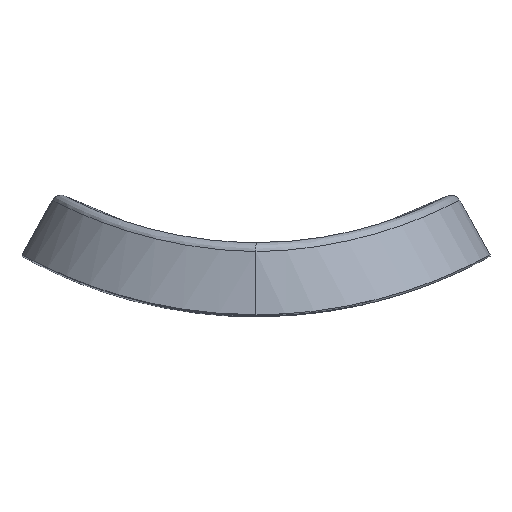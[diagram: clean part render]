
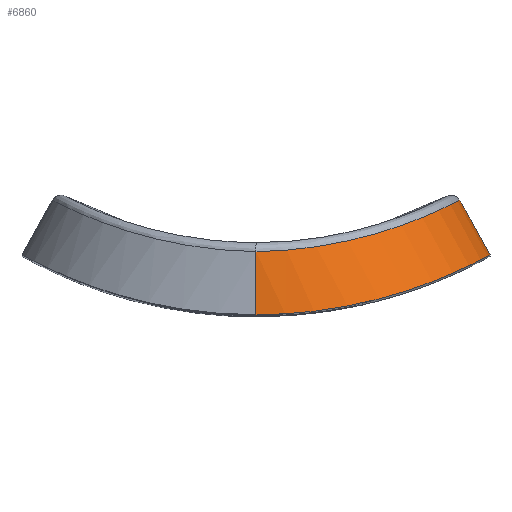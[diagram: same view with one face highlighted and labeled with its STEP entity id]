
A CAD part, top view. The second image highlights one B-rep face of the part: STEP entity #6860.
In plain terms, the highlighted cylindrical face has radius 12 mm (diameter 24 mm), a partial arc.
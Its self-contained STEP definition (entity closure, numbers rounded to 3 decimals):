
#61 = CARTESIAN_POINT ( 'NONE',  ( 8.914, 1.648, 28.374 ) ) ;
#121 = VERTEX_POINT ( 'NONE', #5145 ) ;
#273 = CARTESIAN_POINT ( 'NONE',  ( 4.535, 3.749, 30.522 ) ) ;
#320 = CARTESIAN_POINT ( 'NONE',  ( 8.664, 5.05, 26.606 ) ) ;
#928 = EDGE_CURVE ( 'NONE', #3865, #3276, #2894, .T. ) ;
#1130 = CARTESIAN_POINT ( 'NONE',  ( 11.415, 2.77, 23.954 ) ) ;
#1175 = CARTESIAN_POINT ( 'NONE',  ( 8.097, 1.346, 29.202 ) ) ;
#1254 = CARTESIAN_POINT ( 'NONE',  ( 3.563, 3.554, 31.006 ) ) ;
#1350 = CARTESIAN_POINT ( 'NONE',  ( 10.394, 5.859, 21.476 ) ) ;
#1372 = EDGE_CURVE ( 'NONE', #3276, #121, #8198, .T. ) ;
#1608 = CARTESIAN_POINT ( 'NONE',  ( 12., 3.082, 20.813 ) ) ;
#2148 = CARTESIAN_POINT ( 'NONE',  ( 12., 3.082, 20. ) ) ;
#2177 = CARTESIAN_POINT ( 'NONE',  ( 6.164, 0.765, 30.552 ) ) ;
#2212 = CARTESIAN_POINT ( 'NONE',  ( 2.803, 0.155, 31.736 ) ) ;
#2371 = CARTESIAN_POINT ( 'NONE',  ( 0.813, 0., 32. ) ) ;
#2399 = CARTESIAN_POINT ( 'NONE',  ( 9.96, 5.64, 23.624 ) ) ;
#2448 = CARTESIAN_POINT ( 'NONE',  ( 10.455, 5.891, 20.744 ) ) ;
#2501 = CARTESIAN_POINT ( 'NONE',  ( 0.369, 3.237, 31.856 ) ) ;
#2792 = CARTESIAN_POINT ( 'NONE',  ( 11.928, 3.043, 21.613 ) ) ;
#2894 = B_SPLINE_CURVE_WITH_KNOTS ( 'NONE', 3,
 ( #7309, #1608, #2792, #12607, #6624, #1130, #9070, #3375, #11198, #8969, #6873, #4463, #61, #1175, #3271, #2177, #10078, #3221, #12440, #11457, #2212, #6812, #2371, #11546 ),
 .UNSPECIFIED., .F., .F.,
 ( 4, 2, 2, 2, 2, 2, 2, 2, 2, 2, 2, 4 ),
 ( 0., 0.002, 0.004, 0.005, 0.007, 0.008, 0.01, 0.012, 0.014, 0.016, 0.017, 0.019 ),
 .UNSPECIFIED. ) ;
#3153 = EDGE_LOOP ( 'NONE', ( #8856, #4058, #3913, #6808 ) ) ;
#3221 = CARTESIAN_POINT ( 'NONE',  ( 4.353, 0.381, 31.321 ) ) ;
#3271 = CARTESIAN_POINT ( 'NONE',  ( 7.494, 1.144, 29.694 ) ) ;
#3276 = VERTEX_POINT ( 'NONE', #13876 ) ;
#3375 = CARTESIAN_POINT ( 'NONE',  ( 10.865, 2.493, 25.449 ) ) ;
#3548 = CARTESIAN_POINT ( 'NONE',  ( 0.736, 3.251, 31.799 ) ) ;
#3593 = CARTESIAN_POINT ( 'NONE',  ( 7.131, 4.464, 28.601 ) ) ;
#3865 = VERTEX_POINT ( 'NONE', #2148 ) ;
#3913 = ORIENTED_EDGE ( 'NONE', *, *, #1372, .F. ) ;
#4058 = ORIENTED_EDGE ( 'NONE', *, *, #13618, .T. ) ;
#4463 = CARTESIAN_POINT ( 'NONE',  ( 9.172, 1.749, 28.082 ) ) ;
#4673 = CARTESIAN_POINT ( 'NONE',  ( 0., 3.231, 31.899 ) ) ;
#4720 = CARTESIAN_POINT ( 'NONE',  ( 10.215, 5.768, 22.557 ) ) ;
#4820 = CARTESIAN_POINT ( 'NONE',  ( 8.056, 4.805, 27.5 ) ) ;
#5145 = CARTESIAN_POINT ( 'NONE',  ( 0., 3.231, 31.899 ) ) ;
#5777 = AXIS2_PLACEMENT_3D ( 'NONE', #9868, #10950, #12245 ) ;
#6241 = CARTESIAN_POINT ( 'NONE',  ( 12., 3.082, 20. ) ) ;
#6471 = CARTESIAN_POINT ( 'NONE',  ( 0., 2.16, 31.966 ) ) ;
#6493 = B_SPLINE_CURVE_WITH_KNOTS ( 'NONE', 3,
 ( #9286, #2448, #1350, #4720, #11521, #2399, #10489, #10445, #9380, #320, #11678, #4820, #13894, #3593, #11573, #11625, #12708, #10396, #273, #1254, #12755, #12802, #6942, #3548, #2501, #4673 ),
 .UNSPECIFIED., .F., .F.,
 ( 4, 2, 2, 2, 2, 2, 2, 2, 2, 2, 2, 2, 4 ),
 ( 0., 0.002, 0.003, 0.004, 0.007, 0.008, 0.009, 0.011, 0.012, 0.013, 0.015, 0.016, 0.018 ),
 .UNSPECIFIED. ) ;
#6624 = CARTESIAN_POINT ( 'NONE',  ( 11.628, 2.882, 23.181 ) ) ;
#6808 = ORIENTED_EDGE ( 'NONE', *, *, #928, .F. ) ;
#6812 = CARTESIAN_POINT ( 'NONE',  ( 1.616, 0.04, 31.937 ) ) ;
#6860 = ADVANCED_FACE ( 'NONE', ( #7504 ), #12835, .T. ) ;
#6873 = CARTESIAN_POINT ( 'NONE',  ( 9.659, 1.948, 27.467 ) ) ;
#6942 = CARTESIAN_POINT ( 'NONE',  ( 1.462, 3.297, 31.657 ) ) ;
#7309 = CARTESIAN_POINT ( 'NONE',  ( 12., 3.082, 20. ) ) ;
#7504 = FACE_OUTER_BOUND ( 'NONE', #3153, .T. ) ;
#8198 =( BOUNDED_CURVE ( )  B_SPLINE_CURVE ( 3, ( #11444, #12573, #6471, #13652 ),
 .UNSPECIFIED., .F., .T. ) 
 B_SPLINE_CURVE_WITH_KNOTS ( ( 4, 4 ),
 ( 4.712, 4.843 ),
 .UNSPECIFIED. ) 
 CURVE ( )  GEOMETRIC_REPRESENTATION_ITEM ( )  RATIONAL_B_SPLINE_CURVE ( ( 1., 0.999, 0.999, 1. ) ) 
 REPRESENTATION_ITEM ( '' )  );
#8579 = LINE ( 'NONE', #6241, #12314 ) ;
#8856 = ORIENTED_EDGE ( 'NONE', *, *, #10767, .F. ) ;
#8969 = CARTESIAN_POINT ( 'NONE',  ( 9.888, 2.046, 27.144 ) ) ;
#9070 = CARTESIAN_POINT ( 'NONE',  ( 11.29, 2.706, 24.337 ) ) ;
#9260 = CARTESIAN_POINT ( 'NONE',  ( 10.455, 5.891, 20. ) ) ;
#9286 = CARTESIAN_POINT ( 'NONE',  ( 10.455, 5.891, 20. ) ) ;
#9380 = CARTESIAN_POINT ( 'NONE',  ( 9.196, 5.278, 25.67 ) ) ;
#9638 = DIRECTION ( 'NONE',  ( 0.482, -0.876, 0. ) ) ;
#9868 = CARTESIAN_POINT ( 'NONE',  ( -10.515, 19.117, 20. ) ) ;
#10078 = CARTESIAN_POINT ( 'NONE',  ( 5.461, 0.595, 30.903 ) ) ;
#10308 = VERTEX_POINT ( 'NONE', #9260 ) ;
#10396 = CARTESIAN_POINT ( 'NONE',  ( 4.851, 3.82, 30.345 ) ) ;
#10445 = CARTESIAN_POINT ( 'NONE',  ( 9.493, 5.415, 25.013 ) ) ;
#10489 = CARTESIAN_POINT ( 'NONE',  ( 9.854, 5.588, 23.978 ) ) ;
#10767 = EDGE_CURVE ( 'NONE', #10308, #3865, #8579, .T. ) ;
#10950 = DIRECTION ( 'NONE',  ( 0.482, -0.876, 0. ) ) ;
#11198 = CARTESIAN_POINT ( 'NONE',  ( 10.517, 2.325, 26.15 ) ) ;
#11444 = CARTESIAN_POINT ( 'NONE',  ( 0., 0., 32. ) ) ;
#11457 = CARTESIAN_POINT ( 'NONE',  ( 3.198, 0.203, 31.65 ) ) ;
#11521 = CARTESIAN_POINT ( 'NONE',  ( 10.14, 5.73, 22.915 ) ) ;
#11546 = CARTESIAN_POINT ( 'NONE',  ( 0., 0., 32. ) ) ;
#11573 = CARTESIAN_POINT ( 'NONE',  ( 6.615, 4.293, 29.092 ) ) ;
#11625 = CARTESIAN_POINT ( 'NONE',  ( 5.765, 4.05, 29.752 ) ) ;
#11678 = CARTESIAN_POINT ( 'NONE',  ( 8.472, 4.97, 26.91 ) ) ;
#12245 = DIRECTION ( 'NONE',  ( 0.876, 0.482, 0. ) ) ;
#12314 = VECTOR ( 'NONE', #9638, 1000. ) ;
#12440 = CARTESIAN_POINT ( 'NONE',  ( 3.974, 0.316, 31.443 ) ) ;
#12573 = CARTESIAN_POINT ( 'NONE',  ( 0., 1.081, 32. ) ) ;
#12607 = CARTESIAN_POINT ( 'NONE',  ( 11.717, 2.929, 22.792 ) ) ;
#12708 = CARTESIAN_POINT ( 'NONE',  ( 5.468, 3.97, 29.959 ) ) ;
#12755 = CARTESIAN_POINT ( 'NONE',  ( 2.886, 3.446, 31.266 ) ) ;
#12802 = CARTESIAN_POINT ( 'NONE',  ( 1.824, 3.329, 31.57 ) ) ;
#12835 = CYLINDRICAL_SURFACE ( 'NONE', #5777, 12. ) ;
#13618 = EDGE_CURVE ( 'NONE', #10308, #121, #6493, .T. ) ;
#13652 = CARTESIAN_POINT ( 'NONE',  ( 0., 3.231, 31.899 ) ) ;
#13876 = CARTESIAN_POINT ( 'NONE',  ( 0., 0., 32. ) ) ;
#13894 = CARTESIAN_POINT ( 'NONE',  ( 7.833, 4.719, 27.787 ) ) ;
